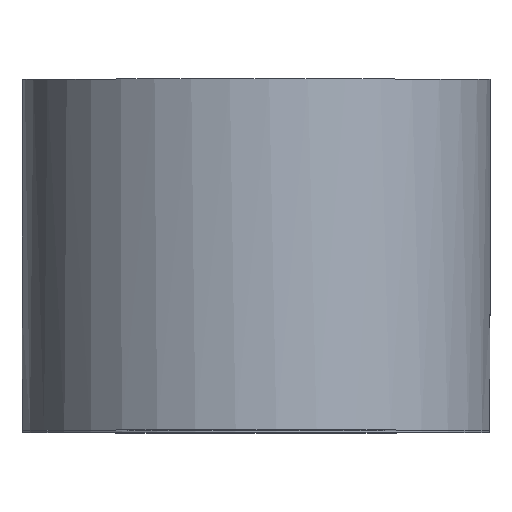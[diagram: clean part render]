
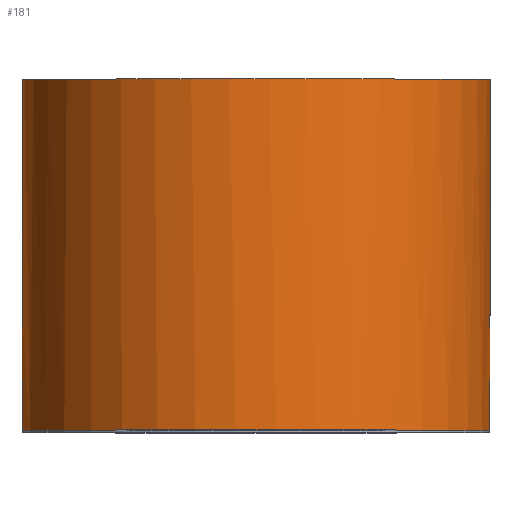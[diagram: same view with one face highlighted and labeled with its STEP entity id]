
A CAD part, top view. The second image highlights one B-rep face of the part: STEP entity #181.
In plain terms, the highlighted cylindrical face has radius 2 mm (diameter 4 mm), a full revolution.
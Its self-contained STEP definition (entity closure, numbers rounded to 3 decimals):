
#15=CYLINDRICAL_SURFACE('',#213,2.);
#26=CIRCLE('',#208,2.);
#27=CIRCLE('',#209,2.);
#31=CIRCLE('',#214,2.);
#32=CIRCLE('',#215,2.);
#39=FACE_OUTER_BOUND('',#52,.T.);
#52=EDGE_LOOP('',(#141,#142,#143,#144,#145,#146,#147,#148));
#61=LINE('',#289,#73);
#65=LINE('',#303,#77);
#67=LINE('',#318,#79);
#73=VECTOR('',#229,10.);
#77=VECTOR('',#241,10.);
#79=VECTOR('',#259,2.);
#85=VERTEX_POINT('',#286);
#86=VERTEX_POINT('',#288);
#91=VERTEX_POINT('',#300);
#92=VERTEX_POINT('',#302);
#94=VERTEX_POINT('',#308);
#97=VERTEX_POINT('',#317);
#101=EDGE_CURVE('',#86,#85,#61,.T.);
#107=EDGE_CURVE('',#92,#91,#65,.T.);
#110=EDGE_CURVE('',#94,#86,#26,.T.);
#111=EDGE_CURVE('',#91,#94,#27,.T.);
#115=EDGE_CURVE('',#94,#97,#67,.T.);
#116=EDGE_CURVE('',#97,#97,#31,.T.);
#117=EDGE_CURVE('',#85,#92,#32,.F.);
#141=ORIENTED_EDGE('',*,*,#111,.T.);
#142=ORIENTED_EDGE('',*,*,#115,.T.);
#143=ORIENTED_EDGE('',*,*,#116,.T.);
#144=ORIENTED_EDGE('',*,*,#115,.F.);
#145=ORIENTED_EDGE('',*,*,#110,.T.);
#146=ORIENTED_EDGE('',*,*,#101,.T.);
#147=ORIENTED_EDGE('',*,*,#117,.T.);
#148=ORIENTED_EDGE('',*,*,#107,.T.);
#181=ADVANCED_FACE('',(#39),#15,.T.);
#208=AXIS2_PLACEMENT_3D('',#309,#247,#248);
#209=AXIS2_PLACEMENT_3D('',#310,#249,#250);
#213=AXIS2_PLACEMENT_3D('',#316,#257,#258);
#214=AXIS2_PLACEMENT_3D('',#319,#260,#261);
#215=AXIS2_PLACEMENT_3D('',#320,#262,#263);
#229=DIRECTION('',(0.,-1.,0.));
#241=DIRECTION('',(0.,1.,0.));
#247=DIRECTION('center_axis',(0.,-1.,0.));
#248=DIRECTION('ref_axis',(-0.707,0.,0.707));
#249=DIRECTION('center_axis',(0.,-1.,0.));
#250=DIRECTION('ref_axis',(-0.707,0.,0.707));
#257=DIRECTION('center_axis',(0.,1.,0.));
#258=DIRECTION('ref_axis',(0.707,0.,-0.707));
#259=DIRECTION('',(0.,-1.,0.));
#260=DIRECTION('center_axis',(0.,1.,0.));
#261=DIRECTION('ref_axis',(-0.707,0.,-0.707));
#262=DIRECTION('center_axis',(0.,1.,0.));
#263=DIRECTION('ref_axis',(-0.707,0.,-0.707));
#286=CARTESIAN_POINT('',(-6.413,-2.,14.467));
#288=CARTESIAN_POINT('',(-6.413,0.,14.467));
#289=CARTESIAN_POINT('',(-6.413,0.,14.467));
#300=CARTESIAN_POINT('',(-2.413,0.,14.467));
#302=CARTESIAN_POINT('',(-2.413,-2.,14.467));
#303=CARTESIAN_POINT('',(-2.413,0.,14.467));
#308=CARTESIAN_POINT('',(-5.827,0.,15.881));
#309=CARTESIAN_POINT('Origin',(-4.413,0.,14.467));
#310=CARTESIAN_POINT('Origin',(-4.413,0.,14.467));
#316=CARTESIAN_POINT('Origin',(-4.413,-1.5,14.467));
#317=CARTESIAN_POINT('',(-5.827,-3.,15.881));
#318=CARTESIAN_POINT('',(-5.827,-1.5,15.881));
#319=CARTESIAN_POINT('Origin',(-4.413,-3.,14.467));
#320=CARTESIAN_POINT('Origin',(-4.413,-2.,14.467));
